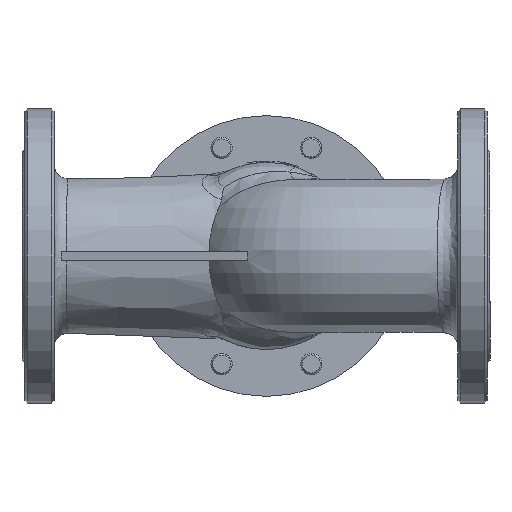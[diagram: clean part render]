
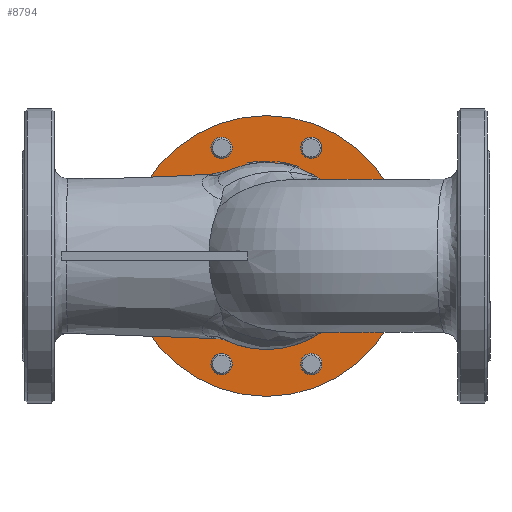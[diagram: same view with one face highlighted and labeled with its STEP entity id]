
A CAD part, front view. The second image highlights one B-rep face of the part: STEP entity #8794.
In plain terms, the highlighted planar face has unit normal (0, -1, 0).
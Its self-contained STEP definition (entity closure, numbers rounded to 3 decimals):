
#1644=FACE_BOUND('',#2831,.T.);
#1645=FACE_BOUND('',#2832,.T.);
#1646=FACE_BOUND('',#2833,.T.);
#1647=FACE_BOUND('',#2834,.T.);
#1648=FACE_BOUND('',#2835,.T.);
#1649=FACE_BOUND('',#2836,.T.);
#1650=FACE_BOUND('',#2837,.T.);
#1651=FACE_BOUND('',#2838,.T.);
#1652=FACE_BOUND('',#2839,.T.);
#1824=PLANE('',#9771);
#2239=FACE_OUTER_BOUND('',#2830,.T.);
#2830=EDGE_LOOP('',(#7399));
#2831=EDGE_LOOP('',(#7400));
#2832=EDGE_LOOP('',(#7401));
#2833=EDGE_LOOP('',(#7402));
#2834=EDGE_LOOP('',(#7403));
#2835=EDGE_LOOP('',(#7404));
#2836=EDGE_LOOP('',(#7405));
#2837=EDGE_LOOP('',(#7406));
#2838=EDGE_LOOP('',(#7407));
#2839=EDGE_LOOP('',(#7408));
#3380=CIRCLE('',#9726,70.);
#3412=CIRCLE('',#9772,105.);
#3413=CIRCLE('',#9773,8.);
#3414=CIRCLE('',#9774,8.);
#3415=CIRCLE('',#9775,8.);
#3416=CIRCLE('',#9776,8.);
#3417=CIRCLE('',#9777,8.);
#3418=CIRCLE('',#9778,8.);
#3419=CIRCLE('',#9779,8.);
#3420=CIRCLE('',#9780,8.);
#4080=VERTEX_POINT('',#17628);
#4143=VERTEX_POINT('',#20368);
#4144=VERTEX_POINT('',#20370);
#4145=VERTEX_POINT('',#20372);
#4146=VERTEX_POINT('',#20374);
#4147=VERTEX_POINT('',#20376);
#4148=VERTEX_POINT('',#20378);
#4149=VERTEX_POINT('',#20380);
#4150=VERTEX_POINT('',#20382);
#4151=VERTEX_POINT('',#20384);
#5170=EDGE_CURVE('',#4080,#4080,#3380,.T.);
#5262=EDGE_CURVE('',#4143,#4143,#3412,.T.);
#5263=EDGE_CURVE('',#4144,#4144,#3413,.T.);
#5264=EDGE_CURVE('',#4145,#4145,#3414,.T.);
#5265=EDGE_CURVE('',#4146,#4146,#3415,.T.);
#5266=EDGE_CURVE('',#4147,#4147,#3416,.T.);
#5267=EDGE_CURVE('',#4148,#4148,#3417,.T.);
#5268=EDGE_CURVE('',#4149,#4149,#3418,.T.);
#5269=EDGE_CURVE('',#4150,#4150,#3419,.T.);
#5270=EDGE_CURVE('',#4151,#4151,#3420,.T.);
#7399=ORIENTED_EDGE('',*,*,#5262,.F.);
#7400=ORIENTED_EDGE('',*,*,#5263,.F.);
#7401=ORIENTED_EDGE('',*,*,#5264,.F.);
#7402=ORIENTED_EDGE('',*,*,#5265,.F.);
#7403=ORIENTED_EDGE('',*,*,#5266,.F.);
#7404=ORIENTED_EDGE('',*,*,#5267,.F.);
#7405=ORIENTED_EDGE('',*,*,#5268,.F.);
#7406=ORIENTED_EDGE('',*,*,#5269,.F.);
#7407=ORIENTED_EDGE('',*,*,#5270,.F.);
#7408=ORIENTED_EDGE('',*,*,#5170,.T.);
#8794=ADVANCED_FACE('',(#2239,#1644,#1645,#1646,#1647,#1648,#1649,#1650,
#1651,#1652),#1824,.F.);
#9726=AXIS2_PLACEMENT_3D('',#17630,#11814,#11815);
#9771=AXIS2_PLACEMENT_3D('',#20367,#11909,#11910);
#9772=AXIS2_PLACEMENT_3D('',#20369,#11911,#11912);
#9773=AXIS2_PLACEMENT_3D('',#20371,#11913,#11914);
#9774=AXIS2_PLACEMENT_3D('',#20373,#11915,#11916);
#9775=AXIS2_PLACEMENT_3D('',#20375,#11917,#11918);
#9776=AXIS2_PLACEMENT_3D('',#20377,#11919,#11920);
#9777=AXIS2_PLACEMENT_3D('',#20379,#11921,#11922);
#9778=AXIS2_PLACEMENT_3D('',#20381,#11923,#11924);
#9779=AXIS2_PLACEMENT_3D('',#20383,#11925,#11926);
#9780=AXIS2_PLACEMENT_3D('',#20385,#11927,#11928);
#11814=DIRECTION('center_axis',(0.,1.,0.));
#11815=DIRECTION('ref_axis',(0.,0.,1.));
#11909=DIRECTION('center_axis',(0.,1.,0.));
#11910=DIRECTION('ref_axis',(0.,0.,1.));
#11911=DIRECTION('center_axis',(0.,1.,0.));
#11912=DIRECTION('ref_axis',(1.,0.,0.));
#11913=DIRECTION('center_axis',(0.,-1.,0.));
#11914=DIRECTION('ref_axis',(-1.,0.,0.));
#11915=DIRECTION('center_axis',(0.,-1.,0.));
#11916=DIRECTION('ref_axis',(-1.,0.,0.));
#11917=DIRECTION('center_axis',(0.,-1.,0.));
#11918=DIRECTION('ref_axis',(-1.,0.,0.));
#11919=DIRECTION('center_axis',(0.,-1.,0.));
#11920=DIRECTION('ref_axis',(-1.,0.,0.));
#11921=DIRECTION('center_axis',(0.,-1.,0.));
#11922=DIRECTION('ref_axis',(-1.,0.,0.));
#11923=DIRECTION('center_axis',(0.,-1.,0.));
#11924=DIRECTION('ref_axis',(-1.,0.,0.));
#11925=DIRECTION('center_axis',(0.,-1.,0.));
#11926=DIRECTION('ref_axis',(-1.,0.,0.));
#11927=DIRECTION('center_axis',(0.,-1.,0.));
#11928=DIRECTION('ref_axis',(-1.,0.,0.));
#17628=CARTESIAN_POINT('',(182.787,100.,-70.));
#17630=CARTESIAN_POINT('Origin',(182.787,100.,0.));
#20367=CARTESIAN_POINT('Origin',(182.787,100.,0.));
#20368=CARTESIAN_POINT('',(77.787,100.,0.));
#20369=CARTESIAN_POINT('Origin',(182.787,100.,0.));
#20370=CARTESIAN_POINT('',(271.626,100.,33.485));
#20371=CARTESIAN_POINT('Origin',(263.626,100.,33.485));
#20372=CARTESIAN_POINT('',(224.271,100.,80.839));
#20373=CARTESIAN_POINT('Origin',(216.271,100.,80.839));
#20374=CARTESIAN_POINT('',(157.302,100.,80.839));
#20375=CARTESIAN_POINT('Origin',(149.302,100.,80.839));
#20376=CARTESIAN_POINT('',(109.947,100.,33.485));
#20377=CARTESIAN_POINT('Origin',(101.947,100.,33.485));
#20378=CARTESIAN_POINT('',(109.947,100.,-33.485));
#20379=CARTESIAN_POINT('Origin',(101.947,100.,-33.485));
#20380=CARTESIAN_POINT('',(157.302,100.,-80.839));
#20381=CARTESIAN_POINT('Origin',(149.302,100.,-80.839));
#20382=CARTESIAN_POINT('',(224.271,100.,-80.839));
#20383=CARTESIAN_POINT('Origin',(216.271,100.,-80.839));
#20384=CARTESIAN_POINT('',(271.626,100.,-33.485));
#20385=CARTESIAN_POINT('Origin',(263.626,100.,-33.485));
